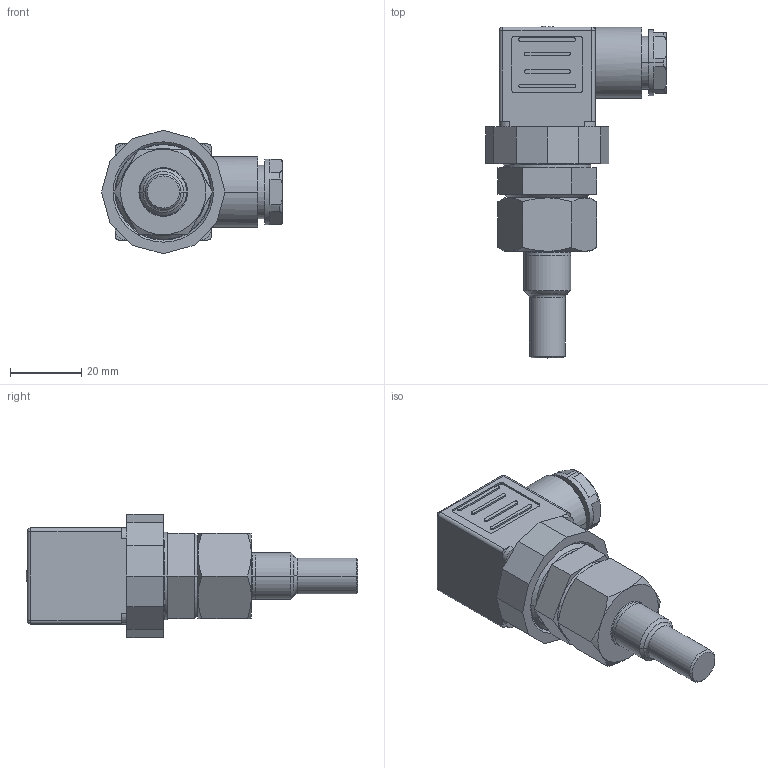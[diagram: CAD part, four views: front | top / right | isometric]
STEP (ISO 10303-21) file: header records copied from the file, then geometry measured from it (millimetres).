
FILE_DESCRIPTION((''),'2;1');
FILE_NAME('G1-4B-RECHTECK','2022-12-19T11:21:31',('SchwerB'),(''),'CREO PARAMETRIC BY PTC INC, 2021184','CREO PARAMETRIC BY PTC INC, 2021184','');
FILE_SCHEMA(('AP242_MANAGED_MODEL_BASED_3D_ENGINEERING_MIM_LF { 1 0 10303 442 1 1 4 }'));
Length unit declared in the file: millimetre
Products named in the file (1): G1-4B-RECHTECK
Bounding box: 50.84 x 93.34 x 34.68 mm (x, y, z)
Volume: 33556.6 mm3; surface area: 25552.9 mm2
Topology: 1 solids, 7 shells, 887 faces, 2542 edges, 1657 vertices
Faces by surface type: plane 627, cylinder 202, cone 43, torus 9, sphere 6
Entity records: 29814 total; most frequent: CARTESIAN_POINT 5646, ORIENTED_EDGE 5060, DIRECTION 4843, EDGE_CURVE 2540, VECTOR 1889, LINE 1889, VERTEX_POINT 1657, AXIS2_PLACEMENT_3D 1477
